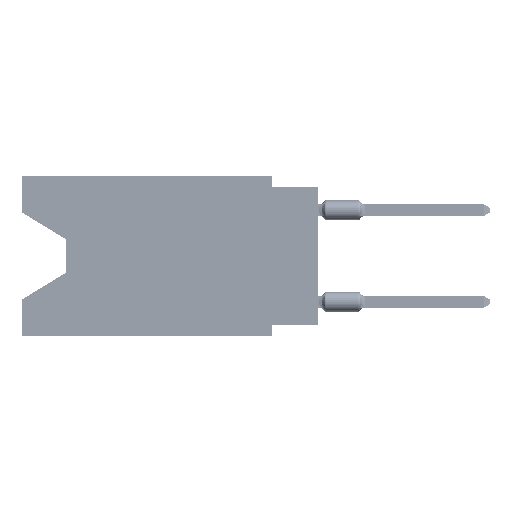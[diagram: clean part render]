
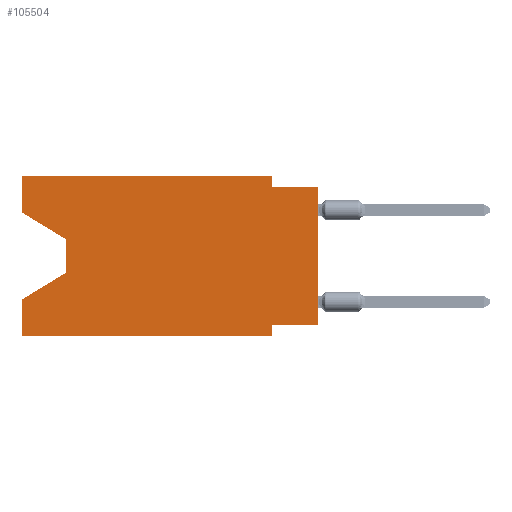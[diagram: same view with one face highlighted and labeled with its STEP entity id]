
A CAD part, left-side view. The second image highlights one B-rep face of the part: STEP entity #105504.
In plain terms, the highlighted planar face has unit normal (-1, 0, 0).
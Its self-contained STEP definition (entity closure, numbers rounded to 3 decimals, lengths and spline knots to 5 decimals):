
#569 = VECTOR ( 'NONE', #19268, 39.37008 ) ;
#4028 = VECTOR ( 'NONE', #14558, 39.37008 ) ;
#4040 = LINE ( 'NONE', #100709, #27985 ) ;
#5077 = VERTEX_POINT ( 'NONE', #6325 ) ;
#6325 = CARTESIAN_POINT ( 'NONE',  ( 0., 0.55, -0.138 ) ) ;
#7550 = DIRECTION ( 'NONE',  ( 0., 0.855, -0.519 ) ) ;
#8247 = VERTEX_POINT ( 'NONE', #74881 ) ;
#8694 = LINE ( 'NONE', #78677, #23874 ) ;
#14256 = CARTESIAN_POINT ( 'NONE',  ( 0., 0.1, -0.35 ) ) ;
#14558 = DIRECTION ( 'NONE',  ( 0., 0., 1. ) ) ;
#15017 = CARTESIAN_POINT ( 'NONE',  ( 0., 0., -0.025 ) ) ;
#15575 = AXIS2_PLACEMENT_3D ( 'NONE', #17650, #69969, #35858 ) ;
#15887 = DIRECTION ( 'NONE',  ( 0., -1., 0. ) ) ;
#16510 = FACE_OUTER_BOUND ( 'NONE', #69088, .T. ) ;
#16659 = VECTOR ( 'NONE', #103026, 39.37008 ) ;
#16798 = ORIENTED_EDGE ( 'NONE', *, *, #110377, .F. ) ;
#17650 = CARTESIAN_POINT ( 'NONE',  ( 0., 0.645, 0. ) ) ;
#18820 = LINE ( 'NONE', #52388, #16659 ) ;
#18908 = VERTEX_POINT ( 'NONE', #21811 ) ;
#19253 = VERTEX_POINT ( 'NONE', #35384 ) ;
#19268 = DIRECTION ( 'NONE',  ( 0., 0., -1. ) ) ;
#19326 = CARTESIAN_POINT ( 'NONE',  ( 0., 0.1, 0. ) ) ;
#19469 = CARTESIAN_POINT ( 'NONE',  ( 0., 0.1, -0.325 ) ) ;
#21561 = EDGE_CURVE ( 'NONE', #26311, #8247, #36213, .T. ) ;
#21811 = CARTESIAN_POINT ( 'NONE',  ( 0., 0., -0.325 ) ) ;
#22756 = VECTOR ( 'NONE', #103876, 39.37008 ) ;
#22772 = DIRECTION ( 'NONE',  ( 0., 1., 0. ) ) ;
#23432 = VERTEX_POINT ( 'NONE', #30898 ) ;
#23648 = CARTESIAN_POINT ( 'NONE',  ( 0., 0.645, -0.08025 ) ) ;
#23874 = VECTOR ( 'NONE', #53049, 39.37008 ) ;
#24982 = CARTESIAN_POINT ( 'NONE',  ( 0., 0.645, 0. ) ) ;
#25043 = ORIENTED_EDGE ( 'NONE', *, *, #98618, .F. ) ;
#26311 = VERTEX_POINT ( 'NONE', #34434 ) ;
#27985 = VECTOR ( 'NONE', #22772, 39.37008 ) ;
#28186 = ORIENTED_EDGE ( 'NONE', *, *, #21561, .F. ) ;
#30898 = CARTESIAN_POINT ( 'NONE',  ( 0., 0.1, -0.025 ) ) ;
#32038 = CARTESIAN_POINT ( 'NONE',  ( 0., 0.55, -0.212 ) ) ;
#33232 = VERTEX_POINT ( 'NONE', #50845 ) ;
#33334 = LINE ( 'NONE', #85651, #22756 ) ;
#33562 = LINE ( 'NONE', #14256, #70699 ) ;
#34434 = CARTESIAN_POINT ( 'NONE',  ( 0., 0.645, -0.08025 ) ) ;
#35384 = CARTESIAN_POINT ( 'NONE',  ( 0., 0.55, -0.212 ) ) ;
#35858 = DIRECTION ( 'NONE',  ( 0., 0., -1. ) ) ;
#36213 = LINE ( 'NONE', #103916, #74103 ) ;
#36830 = VERTEX_POINT ( 'NONE', #15017 ) ;
#40236 = EDGE_CURVE ( 'NONE', #33232, #67876, #95339, .T. ) ;
#40708 = LINE ( 'NONE', #91387, #4028 ) ;
#41035 = EDGE_CURVE ( 'NONE', #23432, #36830, #18820, .T. ) ;
#41807 = ORIENTED_EDGE ( 'NONE', *, *, #41035, .F. ) ;
#45303 = VECTOR ( 'NONE', #62312, 39.37008 ) ;
#48692 = LINE ( 'NONE', #23648, #58723 ) ;
#49109 = LINE ( 'NONE', #32038, #99841 ) ;
#50845 = CARTESIAN_POINT ( 'NONE',  ( 0., 0.645, -0.35 ) ) ;
#51294 = ORIENTED_EDGE ( 'NONE', *, *, #40236, .T. ) ;
#52388 = CARTESIAN_POINT ( 'NONE',  ( 0., 0., -0.025 ) ) ;
#53049 = DIRECTION ( 'NONE',  ( 0., 0., 1. ) ) ;
#53883 = VECTOR ( 'NONE', #15887, 39.37008 ) ;
#54566 = ORIENTED_EDGE ( 'NONE', *, *, #80499, .F. ) ;
#55916 = ORIENTED_EDGE ( 'NONE', *, *, #63050, .F. ) ;
#55933 = ORIENTED_EDGE ( 'NONE', *, *, #76394, .T. ) ;
#57188 = EDGE_CURVE ( 'NONE', #5077, #19253, #107422, .T. ) ;
#58723 = VECTOR ( 'NONE', #101024, 39.37008 ) ;
#59790 = EDGE_CURVE ( 'NONE', #18908, #102486, #4040, .T. ) ;
#60867 = PLANE ( 'NONE',  #15575 ) ;
#62312 = DIRECTION ( 'NONE',  ( 0., -1., 0. ) ) ;
#63050 = EDGE_CURVE ( 'NONE', #8247, #93333, #93822, .T. ) ;
#63435 = ORIENTED_EDGE ( 'NONE', *, *, #76362, .T. ) ;
#65615 = ORIENTED_EDGE ( 'NONE', *, *, #111211, .T. ) ;
#67474 = CARTESIAN_POINT ( 'NONE',  ( 0., 0.645, -0.26975 ) ) ;
#67876 = VERTEX_POINT ( 'NONE', #99141 ) ;
#69088 = EDGE_LOOP ( 'NONE', ( #55933, #105421, #65615, #25043, #51294, #16798, #104757, #63435, #41807, #54566, #55916, #28186 ) ) ;
#69969 = DIRECTION ( 'NONE',  ( 1., 0., 0. ) ) ;
#70699 = VECTOR ( 'NONE', #85324, 39.37008 ) ;
#74103 = VECTOR ( 'NONE', #105617, 39.37008 ) ;
#74200 = VERTEX_POINT ( 'NONE', #67474 ) ;
#74881 = CARTESIAN_POINT ( 'NONE',  ( 0., 0.645, 0. ) ) ;
#76362 = EDGE_CURVE ( 'NONE', #18908, #36830, #40708, .T. ) ;
#76394 = EDGE_CURVE ( 'NONE', #26311, #5077, #48692, .T. ) ;
#78677 = CARTESIAN_POINT ( 'NONE',  ( 0., 0.645, 0. ) ) ;
#80499 = EDGE_CURVE ( 'NONE', #93333, #23432, #33334, .T. ) ;
#85324 = DIRECTION ( 'NONE',  ( 0., 0., -1. ) ) ;
#85651 = CARTESIAN_POINT ( 'NONE',  ( 0., 0.1, 0. ) ) ;
#91387 = CARTESIAN_POINT ( 'NONE',  ( 0., 0., 0. ) ) ;
#93333 = VERTEX_POINT ( 'NONE', #19326 ) ;
#93822 = LINE ( 'NONE', #24982, #53883 ) ;
#95339 = LINE ( 'NONE', #105575, #45303 ) ;
#98618 = EDGE_CURVE ( 'NONE', #33232, #74200, #8694, .T. ) ;
#99141 = CARTESIAN_POINT ( 'NONE',  ( 0., 0.1, -0.35 ) ) ;
#99841 = VECTOR ( 'NONE', #7550, 39.37008 ) ;
#100709 = CARTESIAN_POINT ( 'NONE',  ( 0., 0., -0.325 ) ) ;
#101024 = DIRECTION ( 'NONE',  ( 0., -0.855, -0.519 ) ) ;
#102486 = VERTEX_POINT ( 'NONE', #19469 ) ;
#103026 = DIRECTION ( 'NONE',  ( 0., -1., 0. ) ) ;
#103876 = DIRECTION ( 'NONE',  ( 0., 0., -1. ) ) ;
#103916 = CARTESIAN_POINT ( 'NONE',  ( 0., 0.645, 0. ) ) ;
#104757 = ORIENTED_EDGE ( 'NONE', *, *, #59790, .F. ) ;
#105421 = ORIENTED_EDGE ( 'NONE', *, *, #57188, .T. ) ;
#105504 = ADVANCED_FACE ( 'NONE', ( #16510 ), #60867, .F. ) ;
#105575 = CARTESIAN_POINT ( 'NONE',  ( 0., 0.645, -0.35 ) ) ;
#105617 = DIRECTION ( 'NONE',  ( 0., 0., 1. ) ) ;
#106297 = CARTESIAN_POINT ( 'NONE',  ( 0., 0.55, -0.138 ) ) ;
#107422 = LINE ( 'NONE', #106297, #569 ) ;
#110377 = EDGE_CURVE ( 'NONE', #102486, #67876, #33562, .T. ) ;
#111211 = EDGE_CURVE ( 'NONE', #19253, #74200, #49109, .T. ) ;
